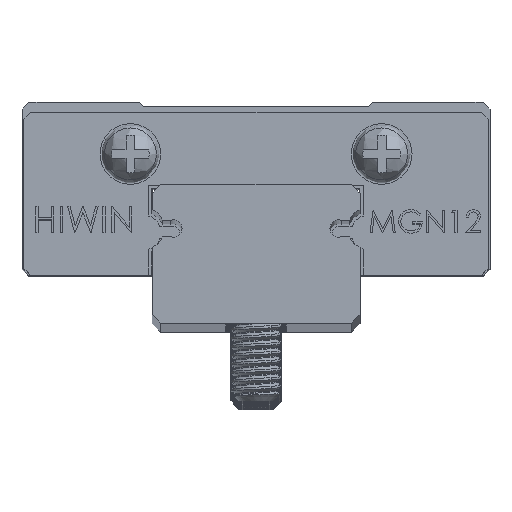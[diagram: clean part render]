
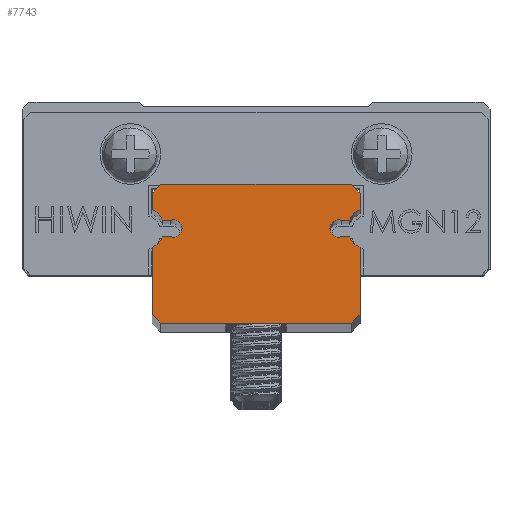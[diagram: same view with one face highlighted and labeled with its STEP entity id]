
A CAD part, top view. The second image highlights one B-rep face of the part: STEP entity #7743.
In plain terms, the highlighted planar face has unit normal (0, 0, 1).
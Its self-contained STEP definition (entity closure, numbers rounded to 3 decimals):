
#636=PLANE('',#8313);
#901=FACE_OUTER_BOUND('',#1338,.T.);
#1338=EDGE_LOOP('',(#5398,#5399,#5400,#5401,#5402,#5403,#5404,#5405,#5406,
#5407,#5408,#5409,#5410,#5411,#5412,#5413,#5414,#5415,#5416,#5417));
#1841=LINE('',#11098,#2537);
#1842=LINE('',#11102,#2538);
#1843=LINE('',#11106,#2539);
#1844=LINE('',#11110,#2540);
#1845=LINE('',#11112,#2541);
#1846=LINE('',#11114,#2542);
#1847=LINE('',#11116,#2543);
#1848=LINE('',#11118,#2544);
#1849=LINE('',#11122,#2545);
#1850=LINE('',#11126,#2546);
#1851=LINE('',#11130,#2547);
#1852=LINE('',#11132,#2548);
#1853=LINE('',#11134,#2549);
#1854=LINE('',#11135,#2550);
#2537=VECTOR('',#9074,1000.);
#2538=VECTOR('',#9077,1000.);
#2539=VECTOR('',#9080,1000.);
#2540=VECTOR('',#9083,1000.);
#2541=VECTOR('',#9084,1000.);
#2542=VECTOR('',#9085,1000.);
#2543=VECTOR('',#9086,1000.);
#2544=VECTOR('',#9087,1000.);
#2545=VECTOR('',#9090,1000.);
#2546=VECTOR('',#9093,1000.);
#2547=VECTOR('',#9096,1000.);
#2548=VECTOR('',#9097,1000.);
#2549=VECTOR('',#9098,1000.);
#2550=VECTOR('',#9099,1000.);
#3241=CIRCLE('',#8314,1.19);
#3242=CIRCLE('',#8315,0.5);
#3243=CIRCLE('',#8316,1.19);
#3244=CIRCLE('',#8317,1.19);
#3245=CIRCLE('',#8318,0.5);
#3246=CIRCLE('',#8319,1.19);
#3458=VERTEX_POINT('',#11096);
#3459=VERTEX_POINT('',#11097);
#3460=VERTEX_POINT('',#11099);
#3461=VERTEX_POINT('',#11101);
#3462=VERTEX_POINT('',#11103);
#3463=VERTEX_POINT('',#11105);
#3464=VERTEX_POINT('',#11107);
#3465=VERTEX_POINT('',#11109);
#3466=VERTEX_POINT('',#11111);
#3467=VERTEX_POINT('',#11113);
#3468=VERTEX_POINT('',#11115);
#3469=VERTEX_POINT('',#11117);
#3470=VERTEX_POINT('',#11119);
#3471=VERTEX_POINT('',#11121);
#3472=VERTEX_POINT('',#11123);
#3473=VERTEX_POINT('',#11125);
#3474=VERTEX_POINT('',#11127);
#3475=VERTEX_POINT('',#11129);
#3476=VERTEX_POINT('',#11131);
#3477=VERTEX_POINT('',#11133);
#4234=EDGE_CURVE('',#3458,#3459,#1841,.T.);
#4235=EDGE_CURVE('',#3459,#3460,#3241,.T.);
#4236=EDGE_CURVE('',#3460,#3461,#1842,.T.);
#4237=EDGE_CURVE('',#3461,#3462,#3242,.T.);
#4238=EDGE_CURVE('',#3463,#3462,#1843,.T.);
#4239=EDGE_CURVE('',#3463,#3464,#3243,.T.);
#4240=EDGE_CURVE('',#3464,#3465,#1844,.T.);
#4241=EDGE_CURVE('',#3466,#3465,#1845,.T.);
#4242=EDGE_CURVE('',#3466,#3467,#1846,.T.);
#4243=EDGE_CURVE('',#3467,#3468,#1847,.T.);
#4244=EDGE_CURVE('',#3469,#3468,#1848,.T.);
#4245=EDGE_CURVE('',#3470,#3469,#3244,.T.);
#4246=EDGE_CURVE('',#3470,#3471,#1849,.T.);
#4247=EDGE_CURVE('',#3472,#3471,#3245,.T.);
#4248=EDGE_CURVE('',#3473,#3472,#1850,.T.);
#4249=EDGE_CURVE('',#3474,#3473,#3246,.T.);
#4250=EDGE_CURVE('',#3475,#3474,#1851,.T.);
#4251=EDGE_CURVE('',#3476,#3475,#1852,.T.);
#4252=EDGE_CURVE('',#3477,#3476,#1853,.T.);
#4253=EDGE_CURVE('',#3477,#3458,#1854,.T.);
#5398=ORIENTED_EDGE('',*,*,#4234,.T.);
#5399=ORIENTED_EDGE('',*,*,#4235,.T.);
#5400=ORIENTED_EDGE('',*,*,#4236,.T.);
#5401=ORIENTED_EDGE('',*,*,#4237,.T.);
#5402=ORIENTED_EDGE('',*,*,#4238,.F.);
#5403=ORIENTED_EDGE('',*,*,#4239,.T.);
#5404=ORIENTED_EDGE('',*,*,#4240,.T.);
#5405=ORIENTED_EDGE('',*,*,#4241,.F.);
#5406=ORIENTED_EDGE('',*,*,#4242,.T.);
#5407=ORIENTED_EDGE('',*,*,#4243,.T.);
#5408=ORIENTED_EDGE('',*,*,#4244,.F.);
#5409=ORIENTED_EDGE('',*,*,#4245,.F.);
#5410=ORIENTED_EDGE('',*,*,#4246,.T.);
#5411=ORIENTED_EDGE('',*,*,#4247,.F.);
#5412=ORIENTED_EDGE('',*,*,#4248,.F.);
#5413=ORIENTED_EDGE('',*,*,#4249,.F.);
#5414=ORIENTED_EDGE('',*,*,#4250,.F.);
#5415=ORIENTED_EDGE('',*,*,#4251,.F.);
#5416=ORIENTED_EDGE('',*,*,#4252,.F.);
#5417=ORIENTED_EDGE('',*,*,#4253,.T.);
#7743=ADVANCED_FACE('',(#901),#636,.T.);
#8313=AXIS2_PLACEMENT_3D('',#11095,#9072,#9073);
#8314=AXIS2_PLACEMENT_3D('',#11100,#9075,#9076);
#8315=AXIS2_PLACEMENT_3D('',#11104,#9078,#9079);
#8316=AXIS2_PLACEMENT_3D('',#11108,#9081,#9082);
#8317=AXIS2_PLACEMENT_3D('',#11120,#9088,#9089);
#8318=AXIS2_PLACEMENT_3D('',#11124,#9091,#9092);
#8319=AXIS2_PLACEMENT_3D('',#11128,#9094,#9095);
#9072=DIRECTION('center_axis',(0.,0.,1.));
#9073=DIRECTION('ref_axis',(1.,0.,0.));
#9074=DIRECTION('',(0.,1.,0.));
#9075=DIRECTION('center_axis',(0.,0.,-1.));
#9076=DIRECTION('ref_axis',(1.,0.,0.));
#9077=DIRECTION('',(-1.,0.,0.));
#9078=DIRECTION('center_axis',(0.,0.,-1.));
#9079=DIRECTION('ref_axis',(1.,0.,0.));
#9080=DIRECTION('',(-1.,0.,0.));
#9081=DIRECTION('center_axis',(0.,0.,-1.));
#9082=DIRECTION('ref_axis',(1.,0.,0.));
#9083=DIRECTION('',(0.,1.,0.));
#9084=DIRECTION('',(0.707,-0.707,0.));
#9085=DIRECTION('',(-1.,0.,0.));
#9086=DIRECTION('',(-0.707,-0.707,0.));
#9087=DIRECTION('',(0.,1.,0.));
#9088=DIRECTION('center_axis',(0.,0.,1.));
#9089=DIRECTION('ref_axis',(1.,0.,0.));
#9090=DIRECTION('',(1.,0.,0.));
#9091=DIRECTION('center_axis',(0.,0.,1.));
#9092=DIRECTION('ref_axis',(1.,0.,0.));
#9093=DIRECTION('',(1.,0.,0.));
#9094=DIRECTION('center_axis',(0.,0.,1.));
#9095=DIRECTION('ref_axis',(1.,0.,0.));
#9096=DIRECTION('',(0.,1.,0.));
#9097=DIRECTION('',(-0.707,0.707,0.));
#9098=DIRECTION('',(-1.,0.,0.));
#9099=DIRECTION('',(0.707,0.707,0.));
#11095=CARTESIAN_POINT('Origin',(0.,0.,200.));
#11096=CARTESIAN_POINT('',(6.,-3.5,200.));
#11097=CARTESIAN_POINT('',(6.,0.369,200.));
#11098=CARTESIAN_POINT('',(6.,0.,200.));
#11099=CARTESIAN_POINT('',(5.384,0.985,200.));
#11100=CARTESIAN_POINT('Origin',(6.475,1.46,200.));
#11101=CARTESIAN_POINT('',(4.921,0.985,200.));
#11102=CARTESIAN_POINT('',(0.,0.985,200.));
#11103=CARTESIAN_POINT('',(4.921,1.935,200.));
#11104=CARTESIAN_POINT('Origin',(4.765,1.46,200.));
#11105=CARTESIAN_POINT('',(5.384,1.935,200.));
#11106=CARTESIAN_POINT('',(0.,1.935,200.));
#11107=CARTESIAN_POINT('',(6.,2.551,200.));
#11108=CARTESIAN_POINT('Origin',(6.475,1.46,200.));
#11109=CARTESIAN_POINT('',(6.,3.5,200.));
#11110=CARTESIAN_POINT('',(6.,0.,200.));
#11111=CARTESIAN_POINT('',(5.5,4.,200.));
#11112=CARTESIAN_POINT('',(4.75,4.75,200.));
#11113=CARTESIAN_POINT('',(-5.5,4.,200.));
#11114=CARTESIAN_POINT('',(0.,4.,200.));
#11115=CARTESIAN_POINT('',(-6.,3.5,200.));
#11116=CARTESIAN_POINT('',(-4.75,4.75,200.));
#11117=CARTESIAN_POINT('',(-6.,2.551,200.));
#11118=CARTESIAN_POINT('',(-6.,0.,200.));
#11119=CARTESIAN_POINT('',(-5.384,1.935,200.));
#11120=CARTESIAN_POINT('Origin',(-6.475,1.46,200.));
#11121=CARTESIAN_POINT('',(-4.921,1.935,200.));
#11122=CARTESIAN_POINT('',(0.,1.935,200.));
#11123=CARTESIAN_POINT('',(-4.921,0.985,200.));
#11124=CARTESIAN_POINT('Origin',(-4.765,1.46,200.));
#11125=CARTESIAN_POINT('',(-5.384,0.985,200.));
#11126=CARTESIAN_POINT('',(0.,0.985,200.));
#11127=CARTESIAN_POINT('',(-6.,0.369,200.));
#11128=CARTESIAN_POINT('Origin',(-6.475,1.46,200.));
#11129=CARTESIAN_POINT('',(-6.,-3.5,200.));
#11130=CARTESIAN_POINT('',(-6.,0.,200.));
#11131=CARTESIAN_POINT('',(-5.5,-4.,200.));
#11132=CARTESIAN_POINT('',(-4.75,-4.75,200.));
#11133=CARTESIAN_POINT('',(5.5,-4.,200.));
#11134=CARTESIAN_POINT('',(0.,-4.,200.));
#11135=CARTESIAN_POINT('',(4.75,-4.75,200.));
